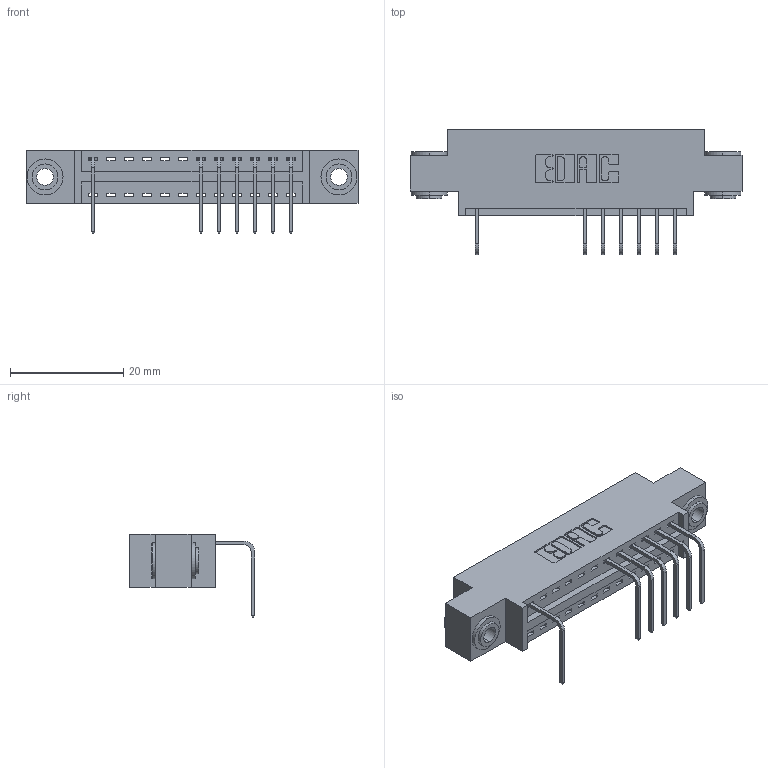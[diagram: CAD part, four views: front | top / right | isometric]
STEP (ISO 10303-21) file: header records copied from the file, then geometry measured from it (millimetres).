
FILE_DESCRIPTION (( 'STEP AP203' ), '1' );
FILE_NAME ('346-012-558-603.STEP', '2018-08-19T23:02:32', ( '' ), ( '' ), 'SwSTEP 2.0', 'SolidWorks 2016', '' );
FILE_SCHEMA (( 'CONFIG_CONTROL_DESIGN' ));
Length unit declared in the file: inch
Products named in the file (4): 345-250-002_345-250-002-102; 346-012-558-603; 346 Part_0.170 Offset - 0.156 Dia-TH; 345-292-001_558 Tail - 2
Assembly tree (10 placements, depth 2):
  346-012-558-603
    346 Part_0.170 Offset - 0.156 Dia-TH
    345-292-001_558 Tail - 2  x7
    345-250-002_345-250-002-102  x2
Bounding box: 58.67 x 22.16 x 14.73 mm (x, y, z)
Volume: 5240.6 mm3; surface area: 6437.4 mm2
Topology: 10 solids, 10 shells, 644 faces, 1901 edges, 1254 vertices
Faces by surface type: plane 434, cylinder 202, cone 8
Entity records: 12192 total; most frequent: CARTESIAN_POINT 2102, ORIENTED_EDGE 2046, DIRECTION 1915, EDGE_CURVE 1023, LINE 819, VECTOR 819, VERTEX_POINT 678, AXIS2_PLACEMENT_3D 548
